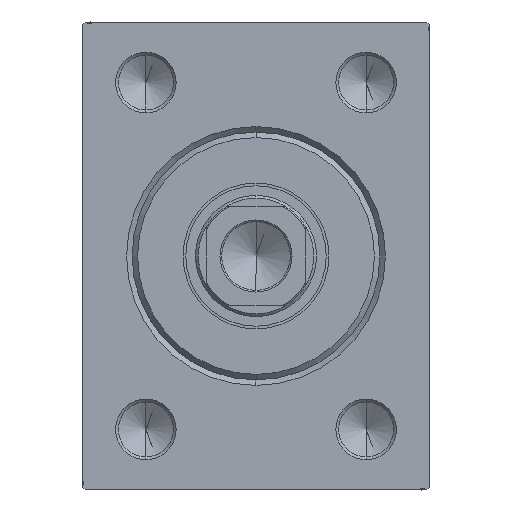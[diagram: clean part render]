
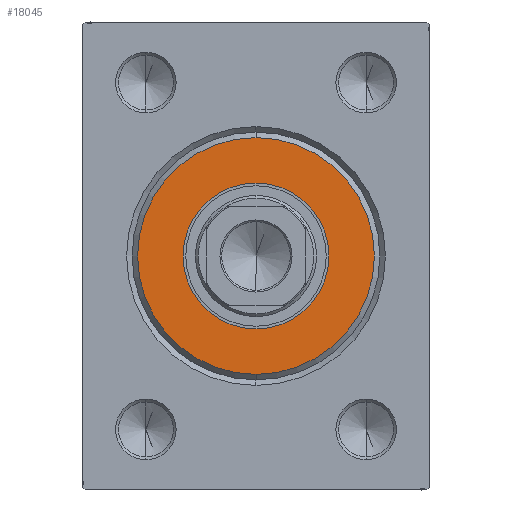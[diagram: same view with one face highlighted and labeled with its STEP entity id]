
A CAD part, left-side view. The second image highlights one B-rep face of the part: STEP entity #18045.
In plain terms, the highlighted face is planar.
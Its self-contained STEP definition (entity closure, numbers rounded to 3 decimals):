
#1297 = CARTESIAN_POINT ( 'NONE',  ( 3., 0., -13.25 ) ) ;
#2546 = DIRECTION ( 'NONE',  ( 1., 0., 0. ) ) ;
#2892 = VERTEX_POINT ( 'NONE', #6434 ) ;
#3452 = CARTESIAN_POINT ( 'NONE',  ( 3., 0., 0. ) ) ;
#4644 = CARTESIAN_POINT ( 'NONE',  ( 3., 0., 13.25 ) ) ;
#5030 = DIRECTION ( 'NONE',  ( 1., 0., 0. ) ) ;
#6434 = CARTESIAN_POINT ( 'NONE',  ( 3., 0., 21.5 ) ) ;
#6731 = VERTEX_POINT ( 'NONE', #1297 ) ;
#7539 = VERTEX_POINT ( 'NONE', #4644 ) ;
#9964 = ORIENTED_EDGE ( 'NONE', *, *, #24389, .T. ) ;
#11004 = AXIS2_PLACEMENT_3D ( 'NONE', #36052, #5030, #30912 ) ;
#12264 = CIRCLE ( 'NONE', #32500, 13.25 ) ;
#12927 = EDGE_CURVE ( 'NONE', #7539, #6731, #12264, .T. ) ;
#13390 = CARTESIAN_POINT ( 'NONE',  ( 3., 0., 0. ) ) ;
#15689 = ORIENTED_EDGE ( 'NONE', *, *, #12927, .F. ) ;
#17868 = CARTESIAN_POINT ( 'NONE',  ( 3., 0., 0. ) ) ;
#18045 = ADVANCED_FACE ( 'NONE', ( #30607, #31057 ), #41250, .T. ) ;
#18053 = EDGE_CURVE ( 'NONE', #6731, #7539, #33367, .T. ) ;
#18497 = CARTESIAN_POINT ( 'NONE',  ( 3., 0., -21.5 ) ) ;
#21083 = AXIS2_PLACEMENT_3D ( 'NONE', #37180, #2546, #33782 ) ;
#23247 = CIRCLE ( 'NONE', #21083, 21.5 ) ;
#23259 = EDGE_CURVE ( 'NONE', #2892, #27531, #23247, .T. ) ;
#24389 = EDGE_CURVE ( 'NONE', #27531, #2892, #37776, .T. ) ;
#25003 = ORIENTED_EDGE ( 'NONE', *, *, #23259, .T. ) ;
#27531 = VERTEX_POINT ( 'NONE', #18497 ) ;
#30337 = ORIENTED_EDGE ( 'NONE', *, *, #18053, .F. ) ;
#30394 = DIRECTION ( 'NONE',  ( 1., 0., 0. ) ) ;
#30607 = FACE_OUTER_BOUND ( 'NONE', #40730, .T. ) ;
#30912 = DIRECTION ( 'NONE',  ( 0., 0., -1. ) ) ;
#31057 = FACE_BOUND ( 'NONE', #38682, .T. ) ;
#31904 = DIRECTION ( 'NONE',  ( 0., 0., -1. ) ) ;
#32500 = AXIS2_PLACEMENT_3D ( 'NONE', #17868, #30394, #31904 ) ;
#33367 = CIRCLE ( 'NONE', #38452, 13.25 ) ;
#33782 = DIRECTION ( 'NONE',  ( 0., 0., -1. ) ) ;
#34003 = DIRECTION ( 'NONE',  ( 0., 0., -1. ) ) ;
#34840 = AXIS2_PLACEMENT_3D ( 'NONE', #13390, #41022, #44193 ) ;
#36052 = CARTESIAN_POINT ( 'NONE',  ( 3., 0., 0. ) ) ;
#37180 = CARTESIAN_POINT ( 'NONE',  ( 3., 0., 0. ) ) ;
#37403 = DIRECTION ( 'NONE',  ( 1., 0., 0. ) ) ;
#37776 = CIRCLE ( 'NONE', #11004, 21.5 ) ;
#38452 = AXIS2_PLACEMENT_3D ( 'NONE', #3452, #37403, #34003 ) ;
#38682 = EDGE_LOOP ( 'NONE', ( #30337, #15689 ) ) ;
#40730 = EDGE_LOOP ( 'NONE', ( #25003, #9964 ) ) ;
#41022 = DIRECTION ( 'NONE',  ( 1., 0., 0. ) ) ;
#41250 = PLANE ( 'NONE',  #34840 ) ;
#44193 = DIRECTION ( 'NONE',  ( 0., 0., -1. ) ) ;
